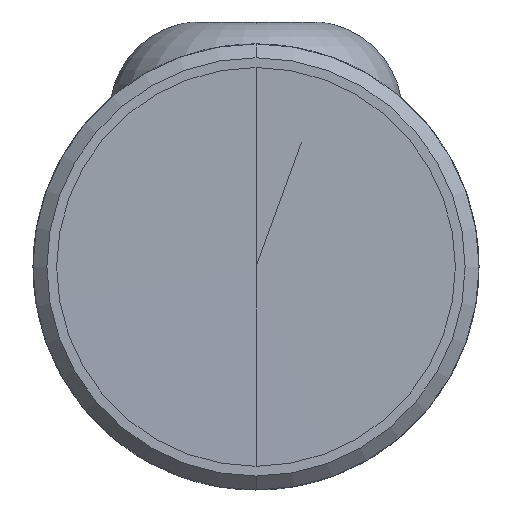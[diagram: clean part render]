
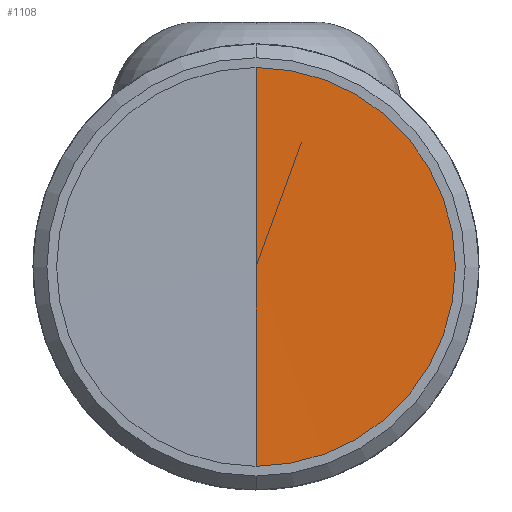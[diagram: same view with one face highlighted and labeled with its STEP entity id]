
A CAD part, front view. The second image highlights one B-rep face of the part: STEP entity #1108.
In plain terms, the highlighted conical face has half-angle 89.75 degrees and reference radius 7.15 mm.
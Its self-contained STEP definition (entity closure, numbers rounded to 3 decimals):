
#28 = ORIENTED_EDGE ( 'NONE', *, *, #1537, .T. ) ;
#133 = DIRECTION ( 'NONE',  ( 0., 0., 1. ) ) ;
#147 = CONICAL_SURFACE ( 'NONE', #1194, 7.15, 1.566 ) ;
#206 = CARTESIAN_POINT ( 'NONE',  ( 0., 19., 7.15 ) ) ;
#271 = CARTESIAN_POINT ( 'NONE',  ( 0., 19., -7.15 ) ) ;
#351 = LINE ( 'NONE', #1058, #2051 ) ;
#352 = CARTESIAN_POINT ( 'NONE',  ( 0., 19., 0. ) ) ;
#375 = DIRECTION ( 'NONE',  ( 0., 1., 0. ) ) ;
#416 = EDGE_CURVE ( 'NONE', #2237, #1201, #351, .T. ) ;
#458 = DIRECTION ( 'NONE',  ( 0., 1., 0. ) ) ;
#556 = VECTOR ( 'NONE', #1419, 1000. ) ;
#846 = AXIS2_PLACEMENT_3D ( 'NONE', #352, #375, #1786 ) ;
#872 = ORIENTED_EDGE ( 'NONE', *, *, #2114, .F. ) ;
#916 = EDGE_LOOP ( 'NONE', ( #872, #980, #28 ) ) ;
#980 = ORIENTED_EDGE ( 'NONE', *, *, #416, .T. ) ;
#1025 = CARTESIAN_POINT ( 'NONE',  ( 0., 18.969, 0. ) ) ;
#1052 = CARTESIAN_POINT ( 'NONE',  ( 0., 19., 7.15 ) ) ;
#1058 = CARTESIAN_POINT ( 'NONE',  ( 0., 19., -7.15 ) ) ;
#1062 = LINE ( 'NONE', #206, #556 ) ;
#1108 = ADVANCED_FACE ( 'NONE', ( #1384 ), #147, .F. ) ;
#1194 = AXIS2_PLACEMENT_3D ( 'NONE', #1340, #458, #133 ) ;
#1201 = VERTEX_POINT ( 'NONE', #271 ) ;
#1340 = CARTESIAN_POINT ( 'NONE',  ( 0., 19., 0. ) ) ;
#1384 = FACE_OUTER_BOUND ( 'NONE', #916, .T. ) ;
#1419 = DIRECTION ( 'NONE',  ( 0., 0.004, 1. ) ) ;
#1493 = VERTEX_POINT ( 'NONE', #1052 ) ;
#1537 = EDGE_CURVE ( 'NONE', #1201, #1493, #1618, .T. ) ;
#1618 = CIRCLE ( 'NONE', #846, 7.15 ) ;
#1749 = DIRECTION ( 'NONE',  ( 0., 0.004, -1. ) ) ;
#1786 = DIRECTION ( 'NONE',  ( 0., 0., 1. ) ) ;
#2051 = VECTOR ( 'NONE', #1749, 1000. ) ;
#2114 = EDGE_CURVE ( 'NONE', #2237, #1493, #1062, .T. ) ;
#2237 = VERTEX_POINT ( 'NONE', #1025 ) ;
